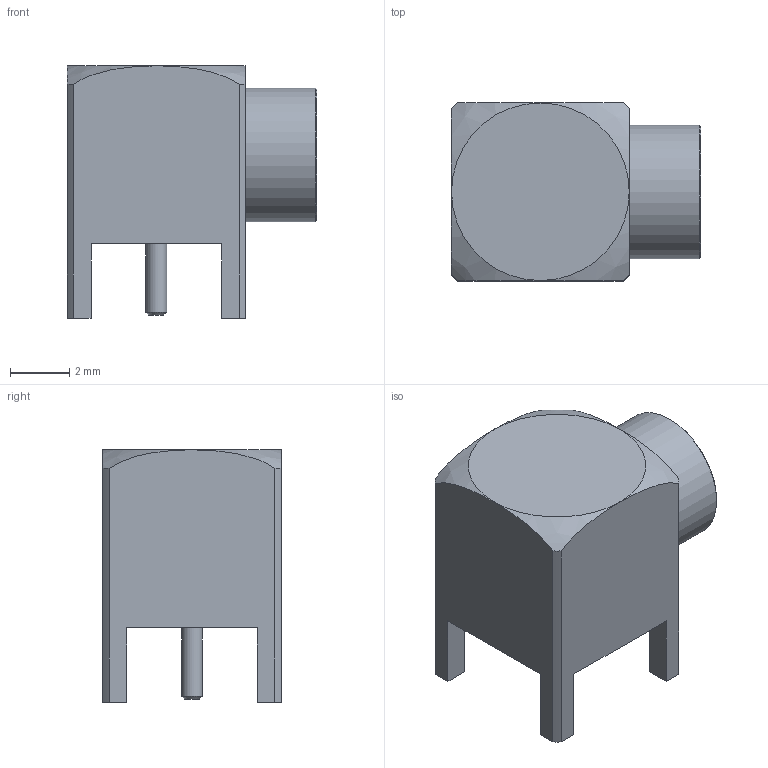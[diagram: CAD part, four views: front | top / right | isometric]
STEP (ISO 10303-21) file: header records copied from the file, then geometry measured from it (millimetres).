
FILE_DESCRIPTION(/* description */ (''),/* implementation_level */ '2;1');
FILE_NAME(/* name */ 'Wurth 60123002122501.step',/* time_stamp */ '2023-09-05T23:35:19+01:00',/* author */ (''),/* organization */ (''),/* preprocessor_version */ 'ST-DEVELOPER v20',/* originating_system */ 'Autodesk Translation Framework v12.9.0.99',/* authorisation */ '');
FILE_SCHEMA (('AUTOMOTIVE_DESIGN { 1 0 10303 214 3 1 1 }'));
Length unit declared in the file: millimetre
Products named in the file (1): Wurth 60123002122501
Bounding box: 8.4 x 6 x 8.5 mm (x, y, z)
Volume: 234.3 mm3; surface area: 341.3 mm2
Topology: 1 solids, 1 shells, 187 faces, 657 edges, 436 vertices
Faces by surface type: plane 118, cylinder 60, cone 7, bspline 2
Full cylindrical faces by diameter (mm): 0.385 x1, 0.7 x1, 0.8 x1, 1.8 x1, 2.55 x1, 3 x1, 3.231 x1, 3.5 x1, 4.5 x2, 4.6 x1
Entity records: 7605 total; most frequent: CARTESIAN_POINT 1375, ORIENTED_EDGE 1314, DIRECTION 1247, EDGE_CURVE 657, VERTEX_POINT 436, LINE 427, VECTOR 427, AXIS2_PLACEMENT_3D 410
